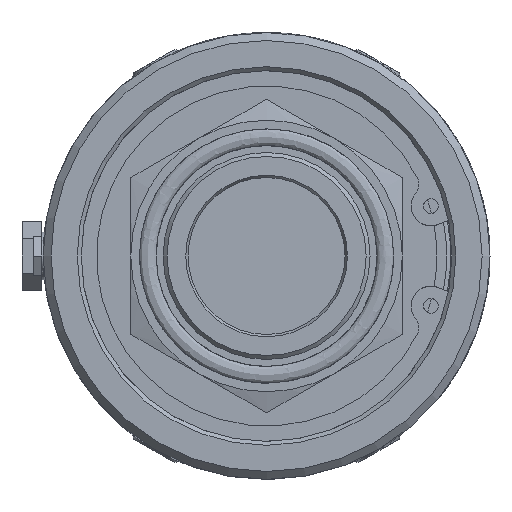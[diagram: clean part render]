
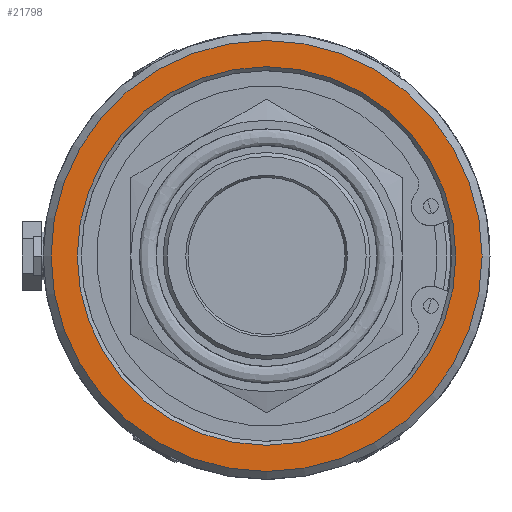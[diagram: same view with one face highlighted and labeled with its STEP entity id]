
A CAD part, left-side view. The second image highlights one B-rep face of the part: STEP entity #21798.
In plain terms, the highlighted planar face has unit normal (-1, 0, 0).
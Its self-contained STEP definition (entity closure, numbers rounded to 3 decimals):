
#379=FACE_BOUND('',#7725,.T.);
#804=PLANE('',#23175);
#6369=FACE_OUTER_BOUND('',#7724,.T.);
#7724=EDGE_LOOP('',(#20121));
#7725=EDGE_LOOP('',(#20122));
#8425=CIRCLE('',#23171,43.65);
#8428=CIRCLE('',#23176,38.34);
#10544=VERTEX_POINT('',#49825);
#10547=VERTEX_POINT('',#49835);
#13740=EDGE_CURVE('',#10544,#10544,#8425,.T.);
#13745=EDGE_CURVE('',#10547,#10547,#8428,.T.);
#20121=ORIENTED_EDGE('',*,*,#13740,.F.);
#20122=ORIENTED_EDGE('',*,*,#13745,.F.);
#21798=ADVANCED_FACE('',(#6369,#379),#804,.F.);
#23171=AXIS2_PLACEMENT_3D('',#49826,#27091,#27092);
#23175=AXIS2_PLACEMENT_3D('',#49834,#27101,#27102);
#23176=AXIS2_PLACEMENT_3D('',#49836,#27103,#27104);
#27091=DIRECTION('center_axis',(1.,0.,0.));
#27092=DIRECTION('ref_axis',(0.,1.,0.));
#27101=DIRECTION('center_axis',(1.,0.,0.));
#27102=DIRECTION('ref_axis',(0.,0.,-1.));
#27103=DIRECTION('center_axis',(-1.,0.,0.));
#27104=DIRECTION('ref_axis',(0.,-1.,0.));
#49825=CARTESIAN_POINT('',(-6.8,-43.65,0.));
#49826=CARTESIAN_POINT('Origin',(-6.8,0.,0.));
#49834=CARTESIAN_POINT('Origin',(-6.8,47.988,0.));
#49835=CARTESIAN_POINT('',(-6.8,38.34,0.));
#49836=CARTESIAN_POINT('Origin',(-6.8,0.,0.));
